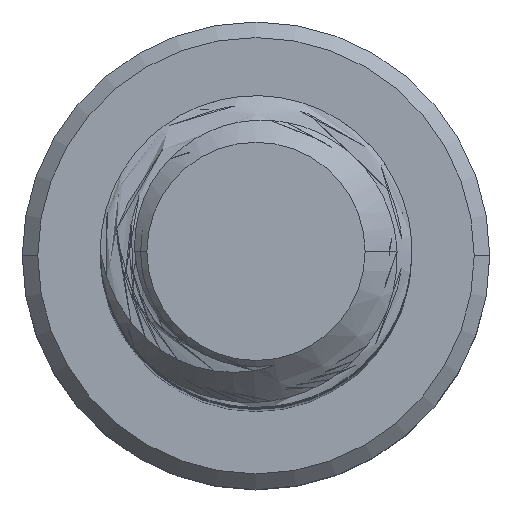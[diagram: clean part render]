
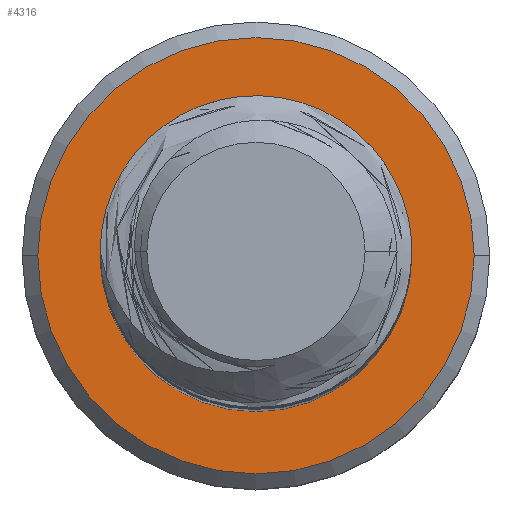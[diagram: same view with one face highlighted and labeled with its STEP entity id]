
A CAD part, top view. The second image highlights one B-rep face of the part: STEP entity #4316.
In plain terms, the highlighted planar face has unit normal (0, 0, 1).
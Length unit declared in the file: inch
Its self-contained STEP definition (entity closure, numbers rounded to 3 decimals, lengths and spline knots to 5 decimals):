
#7 = AXIS2_PLACEMENT_3D ( 'NONE', #754, #759, #761 ) ;
#47 = AXIS2_PLACEMENT_3D ( 'NONE', #2419, #2120, #2418 ) ;
#50 = AXIS2_PLACEMENT_3D ( 'NONE', #2510, #1984, #2590 ) ;
#53 = AXIS2_PLACEMENT_3D ( 'NONE', #1725, #2568, #1710 ) ;
#64 = AXIS2_PLACEMENT_3D ( 'NONE', #5707, #5720, #5719 ) ;
#194 = EDGE_CURVE ( 'NONE', #3433, #3403, #3768, .T. ) ;
#361 = EDGE_CURVE ( 'NONE', #3413, #3361, #3607, .T. ) ;
#376 = EDGE_CURVE ( 'NONE', #3361, #3413, #3589, .T. ) ;
#388 = EDGE_CURVE ( 'NONE', #3403, #3433, #3572, .T. ) ;
#754 = CARTESIAN_POINT ( 'NONE',  ( 0., 0., -2. ) ) ;
#759 = DIRECTION ( 'NONE',  ( 0., 0., -1. ) ) ;
#761 = DIRECTION ( 'NONE',  ( -1., 0., 0. ) ) ;
#764 = PLANE ( 'NONE',  #7 ) ;
#1710 = DIRECTION ( 'NONE',  ( -1., 0., 0. ) ) ;
#1725 = CARTESIAN_POINT ( 'NONE',  ( 0., 0., -2. ) ) ;
#1886 = CARTESIAN_POINT ( 'NONE',  ( -0.125, 0., -2. ) ) ;
#1899 = CARTESIAN_POINT ( 'NONE',  ( -0.175, 0., -2. ) ) ;
#1901 = CARTESIAN_POINT ( 'NONE',  ( 0.125, 0., -2. ) ) ;
#1984 = DIRECTION ( 'NONE',  ( 0., 0., 1. ) ) ;
#2120 = DIRECTION ( 'NONE',  ( 0., 0., 1. ) ) ;
#2297 = CARTESIAN_POINT ( 'NONE',  ( 0.175, 0., -2. ) ) ;
#2418 = DIRECTION ( 'NONE',  ( -1., 0., 0. ) ) ;
#2419 = CARTESIAN_POINT ( 'NONE',  ( 0., 0., -2. ) ) ;
#2510 = CARTESIAN_POINT ( 'NONE',  ( 0., 0., -2. ) ) ;
#2568 = DIRECTION ( 'NONE',  ( 0., 0., 1. ) ) ;
#2590 = DIRECTION ( 'NONE',  ( -1., 0., 0. ) ) ;
#3361 = VERTEX_POINT ( 'NONE', #2297 ) ;
#3403 = VERTEX_POINT ( 'NONE', #1901 ) ;
#3413 = VERTEX_POINT ( 'NONE', #1899 ) ;
#3433 = VERTEX_POINT ( 'NONE', #1886 ) ;
#3572 = CIRCLE ( 'NONE', #47, 0.125 ) ;
#3586 = ORIENTED_EDGE ( 'NONE', *, *, #361, .T. ) ;
#3589 = CIRCLE ( 'NONE', #50, 0.175 ) ;
#3607 = CIRCLE ( 'NONE', #53, 0.175 ) ;
#3768 = CIRCLE ( 'NONE', #64, 0.125 ) ;
#3915 = ORIENTED_EDGE ( 'NONE', *, *, #376, .T. ) ;
#4293 = ORIENTED_EDGE ( 'NONE', *, *, #194, .F. ) ;
#4316 = ADVANCED_FACE ( 'NONE', ( #4784, #4782 ), #764, .F. ) ;
#4392 = EDGE_LOOP ( 'NONE', ( #4528, #4293 ) ) ;
#4514 = EDGE_LOOP ( 'NONE', ( #3586, #3915 ) ) ;
#4528 = ORIENTED_EDGE ( 'NONE', *, *, #388, .F. ) ;
#4782 = FACE_BOUND ( 'NONE', #4392, .T. ) ;
#4784 = FACE_OUTER_BOUND ( 'NONE', #4514, .T. ) ;
#5707 = CARTESIAN_POINT ( 'NONE',  ( 0., 0., -2. ) ) ;
#5719 = DIRECTION ( 'NONE',  ( -1., 0., 0. ) ) ;
#5720 = DIRECTION ( 'NONE',  ( 0., 0., 1. ) ) ;
